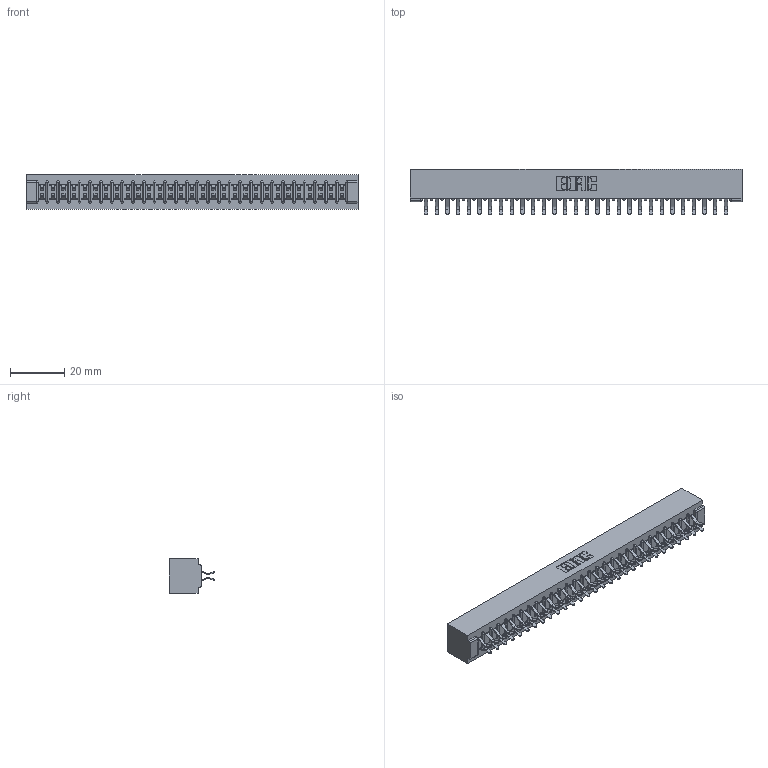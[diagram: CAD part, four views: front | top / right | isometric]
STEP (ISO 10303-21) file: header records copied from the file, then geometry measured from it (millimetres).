
FILE_DESCRIPTION (( 'STEP AP203' ), '1' );
FILE_NAME ('307-058-556-201.STEP', '2019-09-06T14:28:01', ( '' ), ( '' ), 'SwSTEP 2.0', 'SolidWorks 2016', '' );
FILE_SCHEMA (( 'CONFIG_CONTROL_DESIGN' ));
Length unit declared in the file: inch
Products named in the file (3): 307 Part_No Mounting Lugs; 307-058-556-201; 307-290-001_556
Assembly tree (59 placements, depth 2):
  307-058-556-201
    307 Part_No Mounting Lugs
    307-290-001_556  x58
Bounding box: 122.78 x 16.97 x 12.7 mm (x, y, z)
Volume: 13501.5 mm3; surface area: 16419.6 mm2
Topology: 59 solids, 59 shells, 3040 faces, 8535 edges, 5530 vertices
Faces by surface type: plane 1980, cylinder 1000, sphere 60
Entity records: 27218 total; most frequent: CARTESIAN_POINT 4453, ORIENTED_EDGE 4410, DIRECTION 4367, EDGE_CURVE 2205, LINE 1687, VECTOR 1687, VERTEX_POINT 1426, AXIS2_PLACEMENT_3D 1340
